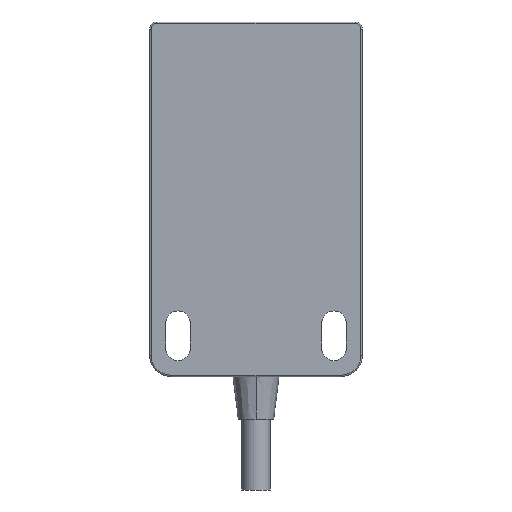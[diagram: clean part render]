
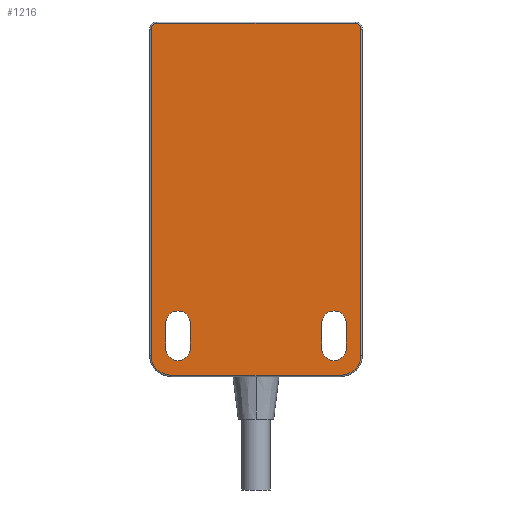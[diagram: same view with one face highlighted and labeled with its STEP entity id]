
A CAD part, front view. The second image highlights one B-rep face of the part: STEP entity #1216.
In plain terms, the highlighted planar face has unit normal (0, -1, 0).
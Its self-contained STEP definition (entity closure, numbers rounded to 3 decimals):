
#56=CARTESIAN_POINT('',(11.,0.,-21.));
#57=DIRECTION('',(0.,1.,0.));
#58=DIRECTION('',(1.,0.,0.));
#59=AXIS2_PLACEMENT_3D('',#56,#57,#58);
#65=DIRECTION('',(0.,0.,-1.));
#66=VECTOR('',#65,3.5);
#67=CARTESIAN_POINT('',(12.75,0.,-17.5));
#68=LINE('',#67,#66);
#72=CARTESIAN_POINT('',(11.,0.,-17.5));
#73=DIRECTION('',(0.,1.,0.));
#74=DIRECTION('',(-1.,0.,0.));
#75=AXIS2_PLACEMENT_3D('',#72,#73,#74);
#80=DIRECTION('',(0.,0.,1.));
#81=VECTOR('',#80,3.5);
#82=CARTESIAN_POINT('',(9.25,0.,-21.));
#83=LINE('',#82,#81);
#87=CARTESIAN_POINT('',(-11.,0.,-21.));
#88=DIRECTION('',(0.,-1.,0.));
#89=DIRECTION('',(-1.,0.,0.));
#90=AXIS2_PLACEMENT_3D('',#87,#88,#89);
#95=DIRECTION('',(0.,0.,1.));
#96=VECTOR('',#95,3.5);
#97=CARTESIAN_POINT('',(-9.25,0.,-21.));
#98=LINE('',#97,#96);
#102=CARTESIAN_POINT('',(-11.,0.,-17.5));
#103=DIRECTION('',(0.,-1.,0.));
#104=DIRECTION('',(1.,0.,0.));
#105=AXIS2_PLACEMENT_3D('',#102,#103,#104);
#110=DIRECTION('',(0.,0.,-1.));
#111=VECTOR('',#110,3.5);
#112=CARTESIAN_POINT('',(-12.75,0.,-17.5));
#113=LINE('',#112,#111);
#117=DIRECTION('',(-1.,0.,0.));
#118=VECTOR('',#117,28.);
#119=CARTESIAN_POINT('',(14.,0.,24.8));
#120=LINE('',#119,#118);
#124=CARTESIAN_POINT('',(14.,0.,24.));
#125=DIRECTION('',(0.,-1.,0.));
#126=DIRECTION('',(1.,0.,0.));
#127=AXIS2_PLACEMENT_3D('',#124,#125,#126);
#132=DIRECTION('',(0.,0.,1.));
#133=VECTOR('',#132,46.);
#134=CARTESIAN_POINT('',(14.8,0.,-22.));
#135=LINE('',#134,#133);
#139=CARTESIAN_POINT('',(12.,0.,-22.));
#140=DIRECTION('',(0.,-1.,0.));
#141=DIRECTION('',(0.,0.,-1.));
#142=AXIS2_PLACEMENT_3D('',#139,#140,#141);
#147=DIRECTION('',(1.,0.,0.));
#148=VECTOR('',#147,24.);
#149=CARTESIAN_POINT('',(-12.,0.,-24.8));
#150=LINE('',#149,#148);
#154=CARTESIAN_POINT('',(-12.,0.,-22.));
#155=DIRECTION('',(0.,-1.,0.));
#156=DIRECTION('',(-1.,0.,0.));
#157=AXIS2_PLACEMENT_3D('',#154,#155,#156);
#162=DIRECTION('',(0.,0.,-1.));
#163=VECTOR('',#162,46.);
#164=CARTESIAN_POINT('',(-14.8,0.,24.));
#165=LINE('',#164,#163);
#169=CARTESIAN_POINT('',(-14.,0.,24.));
#170=DIRECTION('',(0.,-1.,0.));
#171=DIRECTION('',(0.,0.,1.));
#172=AXIS2_PLACEMENT_3D('',#169,#170,#171);
#1025=CARTESIAN_POINT('',(12.75,0.,-21.));
#1026=CARTESIAN_POINT('',(9.25,0.,-21.));
#1027=VERTEX_POINT('',#1025);
#1028=VERTEX_POINT('',#1026);
#1029=CARTESIAN_POINT('',(9.25,0.,-17.5));
#1030=VERTEX_POINT('',#1029);
#1031=CARTESIAN_POINT('',(12.75,0.,-17.5));
#1032=VERTEX_POINT('',#1031);
#1053=CARTESIAN_POINT('',(-12.75,0.,-21.));
#1054=CARTESIAN_POINT('',(-9.25,0.,-21.));
#1055=VERTEX_POINT('',#1053);
#1056=VERTEX_POINT('',#1054);
#1057=CARTESIAN_POINT('',(-9.25,0.,-17.5));
#1058=VERTEX_POINT('',#1057);
#1059=CARTESIAN_POINT('',(-12.75,0.,-17.5));
#1060=VERTEX_POINT('',#1059);
#1129=CARTESIAN_POINT('',(14.,0.,24.8));
#1130=CARTESIAN_POINT('',(-14.,0.,24.8));
#1131=VERTEX_POINT('',#1129);
#1132=VERTEX_POINT('',#1130);
#1137=CARTESIAN_POINT('',(-14.8,0.,24.));
#1138=VERTEX_POINT('',#1137);
#1141=CARTESIAN_POINT('',(-14.8,0.,-22.));
#1142=VERTEX_POINT('',#1141);
#1145=CARTESIAN_POINT('',(-12.,0.,-24.8));
#1146=VERTEX_POINT('',#1145);
#1149=CARTESIAN_POINT('',(12.,0.,-24.8));
#1150=VERTEX_POINT('',#1149);
#1153=CARTESIAN_POINT('',(14.8,0.,-22.));
#1154=VERTEX_POINT('',#1153);
#1157=CARTESIAN_POINT('',(14.8,0.,24.));
#1158=VERTEX_POINT('',#1157);
#1173=CARTESIAN_POINT('',(0.,0.,0.));
#1174=DIRECTION('',(0.,1.,0.));
#1175=DIRECTION('',(1.,0.,0.));
#1176=AXIS2_PLACEMENT_3D('',#1173,#1174,#1175);
#1177=PLANE('',#1176);
#1179=ORIENTED_EDGE('',*,*,#1178,.F.);
#1181=ORIENTED_EDGE('',*,*,#1180,.F.);
#1183=ORIENTED_EDGE('',*,*,#1182,.F.);
#1185=ORIENTED_EDGE('',*,*,#1184,.F.);
#1187=ORIENTED_EDGE('',*,*,#1186,.F.);
#1189=ORIENTED_EDGE('',*,*,#1188,.F.);
#1191=ORIENTED_EDGE('',*,*,#1190,.F.);
#1193=ORIENTED_EDGE('',*,*,#1192,.F.);
#1194=EDGE_LOOP('',(#1179,#1181,#1183,#1185,#1187,#1189,#1191,#1193));
#1195=FACE_OUTER_BOUND('',#1194,.F.);
#1197=ORIENTED_EDGE('',*,*,#1196,.F.);
#1199=ORIENTED_EDGE('',*,*,#1198,.F.);
#1201=ORIENTED_EDGE('',*,*,#1200,.F.);
#1203=ORIENTED_EDGE('',*,*,#1202,.F.);
#1204=EDGE_LOOP('',(#1197,#1199,#1201,#1203));
#1205=FACE_BOUND('',#1204,.F.);
#1207=ORIENTED_EDGE('',*,*,#1206,.T.);
#1209=ORIENTED_EDGE('',*,*,#1208,.T.);
#1211=ORIENTED_EDGE('',*,*,#1210,.T.);
#1213=ORIENTED_EDGE('',*,*,#1212,.T.);
#1214=EDGE_LOOP('',(#1207,#1209,#1211,#1213));
#1215=FACE_BOUND('',#1214,.F.);
#1216=ADVANCED_FACE('',(#1195,#1205,#1215),#1177,.F.);
#60=CIRCLE('',#59,1.75);
#76=CIRCLE('',#75,1.75);
#91=CIRCLE('',#90,1.75);
#106=CIRCLE('',#105,1.75);
#128=CIRCLE('',#127,0.8);
#143=CIRCLE('',#142,2.8);
#158=CIRCLE('',#157,2.8);
#173=CIRCLE('',#172,0.8);
#1178=EDGE_CURVE('',#1131,#1132,#120,.T.);
#1180=EDGE_CURVE('',#1158,#1131,#128,.T.);
#1182=EDGE_CURVE('',#1154,#1158,#135,.T.);
#1184=EDGE_CURVE('',#1150,#1154,#143,.T.);
#1186=EDGE_CURVE('',#1146,#1150,#150,.T.);
#1188=EDGE_CURVE('',#1142,#1146,#158,.T.);
#1190=EDGE_CURVE('',#1138,#1142,#165,.T.);
#1192=EDGE_CURVE('',#1132,#1138,#173,.T.);
#1196=EDGE_CURVE('',#1027,#1028,#60,.T.);
#1198=EDGE_CURVE('',#1032,#1027,#68,.T.);
#1200=EDGE_CURVE('',#1030,#1032,#76,.T.);
#1202=EDGE_CURVE('',#1028,#1030,#83,.T.);
#1206=EDGE_CURVE('',#1055,#1056,#91,.T.);
#1208=EDGE_CURVE('',#1056,#1058,#98,.T.);
#1210=EDGE_CURVE('',#1058,#1060,#106,.T.);
#1212=EDGE_CURVE('',#1060,#1055,#113,.T.);
